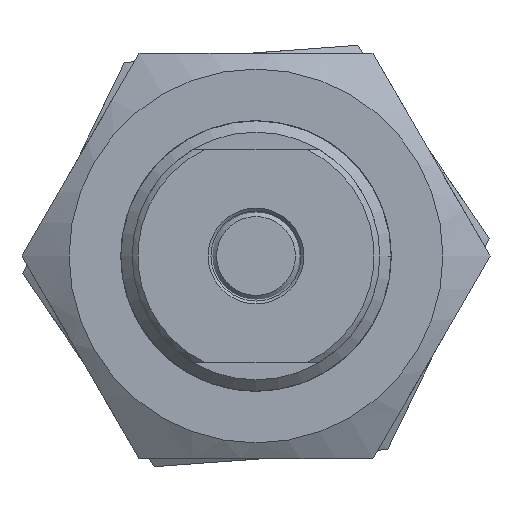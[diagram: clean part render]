
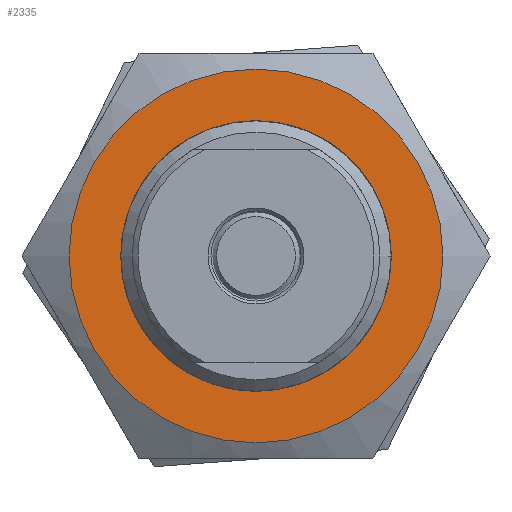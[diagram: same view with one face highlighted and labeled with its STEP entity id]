
A CAD part, left-side view. The second image highlights one B-rep face of the part: STEP entity #2335.
In plain terms, the highlighted planar face has unit normal (-1, 0, 0).
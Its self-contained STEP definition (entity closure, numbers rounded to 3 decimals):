
#96=FACE_BOUND('',#639,.T.);
#301=CIRCLE('',#2707,12.);
#305=CIRCLE('',#2713,16.6);
#306=CIRCLE('',#2714,16.6);
#499=FACE_OUTER_BOUND('',#638,.T.);
#638=EDGE_LOOP('',(#1999,#2000));
#639=EDGE_LOOP('',(#2001));
#1084=VERTEX_POINT('',#7743);
#1088=VERTEX_POINT('',#7755);
#1089=VERTEX_POINT('',#7756);
#1398=EDGE_CURVE('',#1084,#1084,#301,.T.);
#1404=EDGE_CURVE('',#1088,#1089,#305,.T.);
#1405=EDGE_CURVE('',#1089,#1088,#306,.T.);
#1999=ORIENTED_EDGE('',*,*,#1404,.T.);
#2000=ORIENTED_EDGE('',*,*,#1405,.T.);
#2001=ORIENTED_EDGE('',*,*,#1398,.F.);
#2227=PLANE('',#2712);
#2335=ADVANCED_FACE('',(#499,#96),#2227,.F.);
#2707=AXIS2_PLACEMENT_3D('',#7744,#3202,#3203);
#2712=AXIS2_PLACEMENT_3D('',#7754,#3214,#3215);
#2713=AXIS2_PLACEMENT_3D('',#7757,#3216,#3217);
#2714=AXIS2_PLACEMENT_3D('',#7758,#3218,#3219);
#3202=DIRECTION('center_axis',(-1.,0.,0.));
#3203=DIRECTION('ref_axis',(0.,0.,-1.));
#3214=DIRECTION('center_axis',(1.,0.,0.));
#3215=DIRECTION('ref_axis',(0.,0.,-1.));
#3216=DIRECTION('center_axis',(-1.,0.,0.));
#3217=DIRECTION('ref_axis',(0.,1.,0.));
#3218=DIRECTION('center_axis',(-1.,0.,0.));
#3219=DIRECTION('ref_axis',(0.,1.,0.));
#7743=CARTESIAN_POINT('',(0.,0.,12.));
#7744=CARTESIAN_POINT('Origin',(0.,0.,0.));
#7754=CARTESIAN_POINT('Origin',(0.,0.,0.));
#7755=CARTESIAN_POINT('',(0.,16.6,0.));
#7756=CARTESIAN_POINT('',(0.,-16.6,0.));
#7757=CARTESIAN_POINT('Origin',(0.,0.,0.));
#7758=CARTESIAN_POINT('Origin',(0.,0.,0.));
